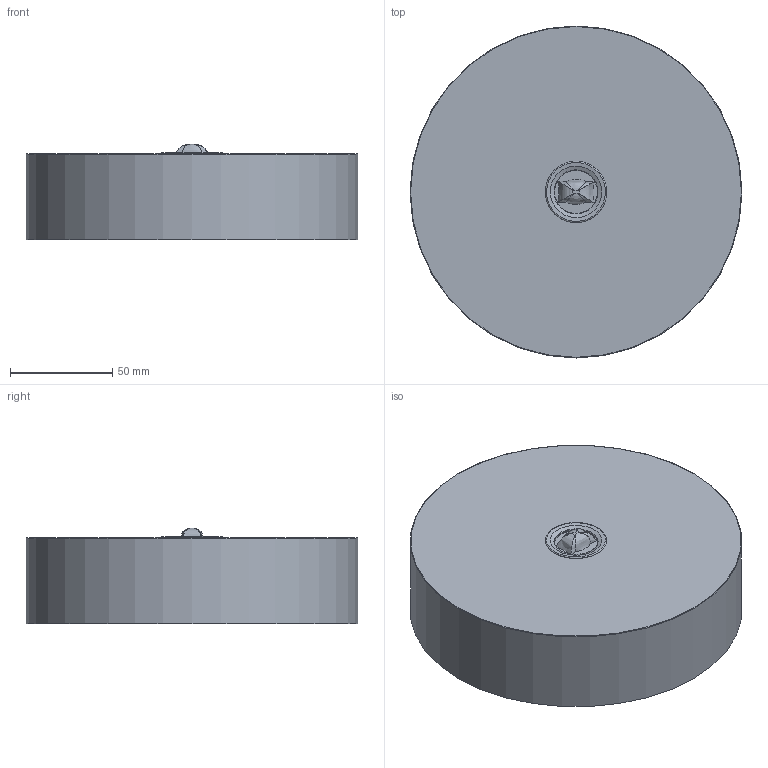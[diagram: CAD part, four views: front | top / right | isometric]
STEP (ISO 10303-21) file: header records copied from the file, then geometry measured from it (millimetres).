
FILE_DESCRIPTION(/* description */ (''),/* implementation_level */ '2;1');
FILE_NAME(/* name */ 'BRD_simple_v2.step',/* time_stamp */ '2024-01-02T13:27:09+01:00',/* author */ (''),/* organization */ (''),/* preprocessor_version */ 'ST-DEVELOPER v20',/* originating_system */ 'Autodesk Translation Framework v12.14.0.127',/* authorisation */ '');
FILE_SCHEMA (('AUTOMOTIVE_DESIGN { 1 0 10303 214 3 1 1 }'));
Length unit declared in the file: millimetre
Products named in the file (4): BRD_simple; Light_Engine_simple; modul_led; Linse
Assembly tree (3 placements, depth 4):
  BRD_simple
    Light_Engine_simple
      modul_led
        Linse
Bounding box: 162 x 162 x 46.74 mm (x, y, z)
Volume: 867314.4 mm3; surface area: 66183.8 mm2
Topology: 3 solids, 8 shells, 93 faces, 212 edges, 133 vertices
Faces by surface type: plane 42, bspline 25, cone 11, cylinder 11, torus 4
Full cylindrical faces by diameter (mm): 0.066 x1, 0.15 x4, 30 x1, 162 x1
Entity records: 13708 total; most frequent: CARTESIAN_POINT 11707, ORIENTED_EDGE 396, DIRECTION 343, EDGE_CURVE 198, VERTEX_POINT 133, AXIS2_PLACEMENT_3D 126, EDGE_LOOP 109, FACE_OUTER_BOUND 93
